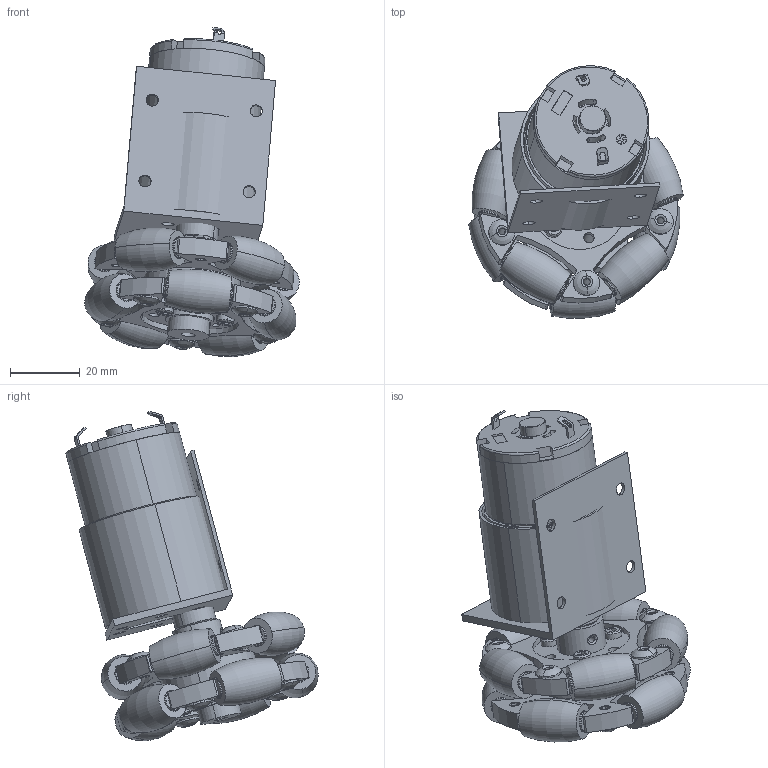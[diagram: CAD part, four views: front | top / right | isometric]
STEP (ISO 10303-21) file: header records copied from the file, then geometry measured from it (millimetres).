
FILE_DESCRIPTION (( 'STEP AP203' ), '1' );
FILE_NAME ('motor_gadongcogb37.STEP', '2023-03-10T09:23:23', ( '' ), ( '' ), 'SwSTEP 2.0', 'SolidWorks 2021', '' );
FILE_SCHEMA (( 'CONFIG_CONTROL_DESIGN' ));
Length unit declared in the file: millimetre
Products named in the file (18): ShaftConnector.STEP; ga_do; GEARED BODY, MOTOR, JGB37-520; Rivet.STEP; PLASTIC COVER, DC MOTOR, JGB37-520; DC MOTOR, JGB37-520; SHAFT COUPLER, JGB37-520; COUPLING BRACKET, GEARED BODY TO DC MOTOR, JGB37-520; pan cross head_am_B18.6.7M - M2 x 0.4 x 25 Type I Cross Recessed PHMS --25N; WheelBase.STEP; motor_gadongcogb37; BasePlacer.STEP; MOTOR SHAFT, JGB37-520; CONNECTION, DC MOTOR, JGB37-520; WheelAsm.STEP; M3HexNut.STEP; JGB37-520; RubberWheel.STEP
Assembly tree (44 placements, depth 3):
  motor_gadongcogb37
    ga_do
    JGB37-520
      GEARED BODY, MOTOR, JGB37-520
      DC MOTOR, JGB37-520
      MOTOR SHAFT, JGB37-520
      SHAFT COUPLER, JGB37-520
      COUPLING BRACKET, GEARED BODY TO DC MOTOR, JGB37-520
      PLASTIC COVER, DC MOTOR, JGB37-520
      CONNECTION, DC MOTOR, JGB37-520  x2
      pan cross head_am_B18.6.7M - M2 x 0.4 x 25 Type I Cross Recessed PHMS --25N  x3
    WheelAsm.STEP
      WheelBase.STEP  x2
      BasePlacer.STEP
      RubberWheel.STEP  x10
      Rivet.STEP  x10
      ShaftConnector.STEP
      M3HexNut.STEP  x6
Bounding box: 61.31 x 72.05 x 94.06 mm (x, y, z)
Volume: 58010.2 mm3; surface area: 53978.2 mm2
Topology: 42 solids, 42 shells, 991 faces, 2323 edges, 1465 vertices
Faces by surface type: cylinder 451, plane 343, torus 107, cone 52, sphere 28, bspline 10
Entity records: 17844 total; most frequent: CARTESIAN_POINT 3340, DIRECTION 2708, ORIENTED_EDGE 2316, EDGE_CURVE 1158, AXIS2_PLACEMENT_3D 1097, VERTEX_POINT 743, EDGE_LOOP 609, CIRCLE 594
